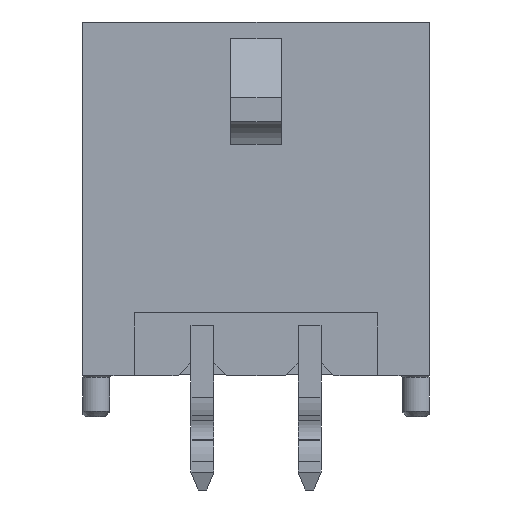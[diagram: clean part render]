
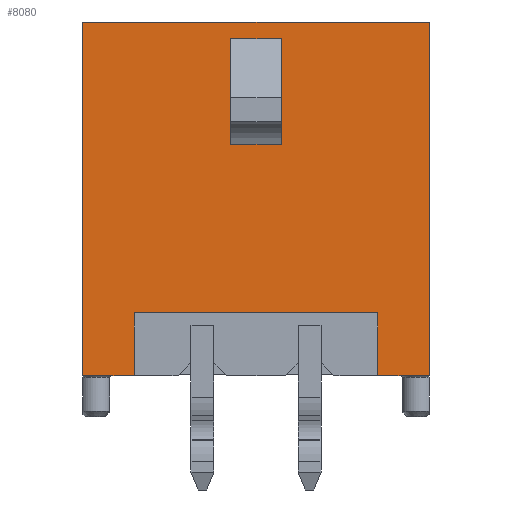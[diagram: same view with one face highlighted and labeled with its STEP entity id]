
A CAD part, front view. The second image highlights one B-rep face of the part: STEP entity #8080.
In plain terms, the highlighted face is planar.
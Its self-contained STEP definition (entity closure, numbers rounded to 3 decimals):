
#816=ORIENTED_EDGE('',*,*,#2166,.F.);
#817=ORIENTED_EDGE('',*,*,#2361,.F.);
#818=ORIENTED_EDGE('',*,*,#2362,.T.);
#819=ORIENTED_EDGE('',*,*,#2363,.T.);
#820=ORIENTED_EDGE('',*,*,#2364,.F.);
#821=ORIENTED_EDGE('',*,*,#2365,.F.);
#822=ORIENTED_EDGE('',*,*,#2161,.F.);
#823=ORIENTED_EDGE('',*,*,#2164,.F.);
#824=ORIENTED_EDGE('',*,*,#2141,.T.);
#825=ORIENTED_EDGE('',*,*,#2148,.T.);
#826=ORIENTED_EDGE('',*,*,#2137,.F.);
#827=ORIENTED_EDGE('',*,*,#2146,.F.);
#2137=EDGE_CURVE('',#2961,#2962,#3536,.T.);
#2141=EDGE_CURVE('',#2965,#2966,#3539,.T.);
#2146=EDGE_CURVE('',#2965,#2961,#3543,.T.);
#2148=EDGE_CURVE('',#2966,#2962,#3545,.T.);
#2161=EDGE_CURVE('',#2977,#2978,#3558,.T.);
#2164=EDGE_CURVE('',#2979,#2977,#3561,.T.);
#2166=EDGE_CURVE('',#2980,#2979,#3563,.T.);
#2361=EDGE_CURVE('',#3113,#2980,#3758,.T.);
#2362=EDGE_CURVE('',#3113,#3114,#3759,.T.);
#2363=EDGE_CURVE('',#3114,#3115,#3760,.T.);
#2364=EDGE_CURVE('',#3116,#3115,#3761,.T.);
#2365=EDGE_CURVE('',#2978,#3116,#3762,.T.);
#2961=VERTEX_POINT('',#10773);
#2962=VERTEX_POINT('',#10774);
#2965=VERTEX_POINT('',#10782);
#2966=VERTEX_POINT('',#10783);
#2977=VERTEX_POINT('',#10819);
#2978=VERTEX_POINT('',#10820);
#2979=VERTEX_POINT('',#10825);
#2980=VERTEX_POINT('',#10829);
#3113=VERTEX_POINT('',#11211);
#3114=VERTEX_POINT('',#11213);
#3115=VERTEX_POINT('',#11215);
#3116=VERTEX_POINT('',#11217);
#3536=LINE('',#10772,#4324);
#3539=LINE('',#10781,#4327);
#3543=LINE('',#10791,#4331);
#3545=LINE('',#10795,#4333);
#3558=LINE('',#10818,#4346);
#3561=LINE('',#10824,#4349);
#3563=LINE('',#10828,#4351);
#3758=LINE('',#11210,#4546);
#3759=LINE('',#11212,#4547);
#3760=LINE('',#11214,#4548);
#3761=LINE('',#11216,#4549);
#3762=LINE('',#11218,#4550);
#4324=VECTOR('',#9035,1000.);
#4327=VECTOR('',#9042,1000.);
#4331=VECTOR('',#9050,1000.);
#4333=VECTOR('',#9056,1000.);
#4346=VECTOR('',#9073,1000.);
#4349=VECTOR('',#9078,1000.);
#4351=VECTOR('',#9082,1000.);
#4546=VECTOR('',#9385,1000.);
#4547=VECTOR('',#9386,1000.);
#4548=VECTOR('',#9387,1000.);
#4549=VECTOR('',#9388,1000.);
#4550=VECTOR('',#9389,1000.);
#5013=EDGE_LOOP('',(#816,#817,#818,#819,#820,#821,#822,#823));
#5014=EDGE_LOOP('',(#824,#825,#826,#827));
#5334=FACE_BOUND('',#5013,.T.);
#5335=FACE_BOUND('',#5014,.T.);
#5638=PLANE('',#8411);
#8080=ADVANCED_FACE('',(#5334,#5335),#5638,.T.);
#8411=AXIS2_PLACEMENT_3D('',#11209,#9383,#9384);
#9035=DIRECTION('',(0.,0.,1.));
#9042=DIRECTION('',(0.,0.,1.));
#9050=DIRECTION('',(0.,-1.,0.));
#9056=DIRECTION('',(0.,-1.,0.));
#9073=DIRECTION('',(0.,0.,-1.));
#9078=DIRECTION('',(0.,1.,0.));
#9082=DIRECTION('',(0.,0.,1.));
#9383=DIRECTION('',(-1.,0.,0.));
#9384=DIRECTION('',(0.,0.,1.));
#9385=DIRECTION('',(0.,1.,0.));
#9386=DIRECTION('',(0.,0.,1.));
#9387=DIRECTION('',(0.,1.,0.));
#9388=DIRECTION('',(0.,0.,1.));
#9389=DIRECTION('',(0.,1.,0.));
#10772=CARTESIAN_POINT('',(-3.43,-0.7,1.53));
#10773=CARTESIAN_POINT('',(-3.43,-0.7,1.53));
#10774=CARTESIAN_POINT('',(-3.43,-0.7,4.485));
#10781=CARTESIAN_POINT('',(-3.43,0.7,1.53));
#10782=CARTESIAN_POINT('',(-3.43,0.7,1.53));
#10783=CARTESIAN_POINT('',(-3.43,0.7,4.485));
#10791=CARTESIAN_POINT('',(-3.43,0.7,1.53));
#10795=CARTESIAN_POINT('',(-3.43,0.7,4.485));
#10818=CARTESIAN_POINT('',(-3.43,3.41,-3.19));
#10819=CARTESIAN_POINT('',(-3.43,3.41,-3.19));
#10820=CARTESIAN_POINT('',(-3.43,3.41,-4.95));
#10824=CARTESIAN_POINT('',(-3.43,-3.41,-3.19));
#10825=CARTESIAN_POINT('',(-3.43,-3.41,-3.19));
#10828=CARTESIAN_POINT('',(-3.43,-3.41,-4.95));
#10829=CARTESIAN_POINT('',(-3.43,-3.41,-4.95));
#11209=CARTESIAN_POINT('',(-3.43,-4.85,-4.95));
#11210=CARTESIAN_POINT('',(-3.43,-4.85,-4.95));
#11211=CARTESIAN_POINT('',(-3.43,-4.85,-4.95));
#11212=CARTESIAN_POINT('',(-3.43,-4.85,-4.95));
#11213=CARTESIAN_POINT('',(-3.43,-4.85,4.95));
#11214=CARTESIAN_POINT('',(-3.43,-4.85,4.95));
#11215=CARTESIAN_POINT('',(-3.43,4.85,4.95));
#11216=CARTESIAN_POINT('',(-3.43,4.85,-4.95));
#11217=CARTESIAN_POINT('',(-3.43,4.85,-4.95));
#11218=CARTESIAN_POINT('',(-3.43,-4.85,-4.95));
